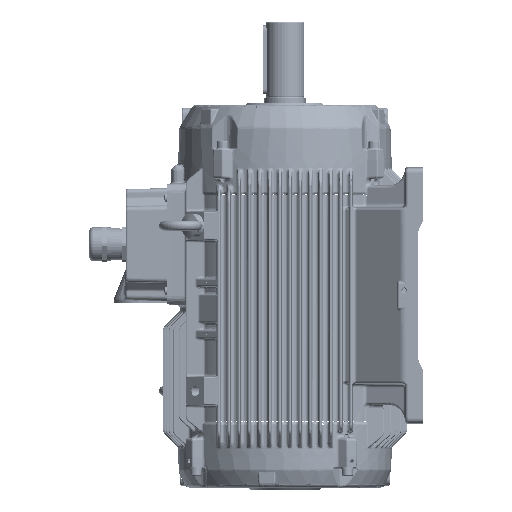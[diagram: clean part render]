
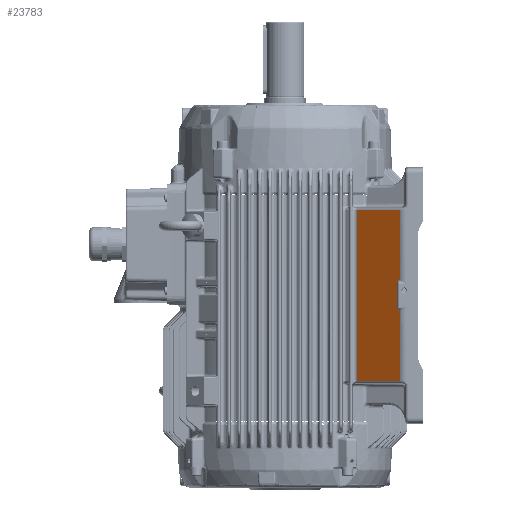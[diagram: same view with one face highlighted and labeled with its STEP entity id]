
A CAD part, left-side view. The second image highlights one B-rep face of the part: STEP entity #23783.
In plain terms, the highlighted planar face has unit normal (-0.79, 0.613, 0).
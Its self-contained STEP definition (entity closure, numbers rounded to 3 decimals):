
#15940=FACE_OUTER_BOUND('',#39598,.T.);
#20383=ELLIPSE('',#115164,7.818,6.);
#20384=ELLIPSE('',#115165,7.818,6.);
#23783=ADVANCED_FACE('',(#15940),#28093,.F.);
#28093=PLANE('',#115166);
#29937=LINE('',#178182,#33668);
#30103=LINE('',#185027,#33834);
#30105=LINE('',#185052,#33836);
#30146=LINE('',#185537,#33877);
#30147=LINE('',#185545,#33878);
#30791=LINE('',#206245,#34522);
#33668=VECTOR('',#128229,1.);
#33834=VECTOR('',#129347,1.);
#33836=VECTOR('',#129353,1.);
#33877=VECTOR('',#129490,1.);
#33878=VECTOR('',#129493,1.);
#34522=VECTOR('',#134043,1.);
#39598=EDGE_LOOP('',(#58146,#58147,#58148,#58149,#58150,#58151,#58152,#58153,
#58154,#58155));
#58146=ORIENTED_EDGE('',*,*,#95284,.T.);
#58147=ORIENTED_EDGE('',*,*,#95001,.T.);
#58148=ORIENTED_EDGE('',*,*,#92308,.T.);
#58149=ORIENTED_EDGE('',*,*,#92216,.T.);
#58150=ORIENTED_EDGE('',*,*,#91316,.T.);
#58151=ORIENTED_EDGE('',*,*,#92212,.T.);
#58152=ORIENTED_EDGE('',*,*,#92310,.T.);
#58153=ORIENTED_EDGE('',*,*,#92094,.T.);
#58154=ORIENTED_EDGE('',*,*,#95285,.T.);
#58155=ORIENTED_EDGE('',*,*,#95286,.T.);
#77112=VERTEX_POINT('',#156010);
#79722=VERTEX_POINT('',#178183);
#80202=VERTEX_POINT('',#184555);
#80205=VERTEX_POINT('',#184560);
#80288=VERTEX_POINT('',#185028);
#80290=VERTEX_POINT('',#185053);
#80341=VERTEX_POINT('',#185521);
#81476=VERTEX_POINT('',#203665);
#81539=VERTEX_POINT('',#206242);
#81540=VERTEX_POINT('',#206244);
#91316=EDGE_CURVE('',#79722,#77112,#29937,.T.);
#92094=EDGE_CURVE('',#80202,#80205,#105392,.T.);
#92212=EDGE_CURVE('',#77112,#80288,#30103,.T.);
#92216=EDGE_CURVE('',#80290,#79722,#30105,.T.);
#92308=EDGE_CURVE('',#80341,#80290,#30146,.T.);
#92310=EDGE_CURVE('',#80288,#80202,#30147,.T.);
#95001=EDGE_CURVE('',#81476,#80341,#106331,.T.);
#95284=EDGE_CURVE('',#81539,#81476,#20383,.T.);
#95285=EDGE_CURVE('',#80205,#81540,#20384,.T.);
#95286=EDGE_CURVE('',#81540,#81539,#30791,.T.);
#105392=CIRCLE('',#113106,5.433);
#106331=CIRCLE('',#114889,5.433);
#113106=AXIS2_PLACEMENT_3D('',#184561,#129180,#129181);
#114889=AXIS2_PLACEMENT_3D('',#203666,#133446,#133447);
#115164=AXIS2_PLACEMENT_3D('',#206241,#134039,#134040);
#115165=AXIS2_PLACEMENT_3D('',#206243,#134041,#134042);
#115166=AXIS2_PLACEMENT_3D('',#206246,#134044,#134045);
#128229=DIRECTION('',(0.,0.,-1.));
#129180=DIRECTION('',(0.79,-0.613,0.));
#129181=DIRECTION('',(0.613,0.79,0.));
#129347=DIRECTION('',(-0.613,-0.79,0.));
#129353=DIRECTION('',(0.613,0.79,0.));
#129490=DIRECTION('',(0.,0.,1.));
#129493=DIRECTION('',(0.,0.,1.));
#133446=DIRECTION('',(0.79,-0.613,0.));
#133447=DIRECTION('',(0.613,0.79,0.));
#134039=DIRECTION('',(0.79,-0.613,0.));
#134040=DIRECTION('',(0.612,0.789,0.054));
#134041=DIRECTION('',(0.79,-0.613,0.));
#134042=DIRECTION('',(0.612,0.789,-0.054));
#134043=DIRECTION('',(0.,0.,1.));
#134044=DIRECTION('',(0.79,-0.613,0.));
#134045=DIRECTION('',(0.613,0.79,0.));
#156010=CARTESIAN_POINT('',(-142.409,-104.564,-411.137));
#178182=CARTESIAN_POINT('',(-142.409,-104.564,-160.));
#178183=CARTESIAN_POINT('',(-142.409,-104.564,-163.863));
#184555=CARTESIAN_POINT('',(-190.847,-166.94,-310.025));
#184560=CARTESIAN_POINT('',(-188.925,-164.465,-309.259));
#184561=CARTESIAN_POINT('',(-190.642,-166.675,-304.603));
#185027=CARTESIAN_POINT('',(-190.847,-166.94,-411.137));
#185028=CARTESIAN_POINT('',(-190.847,-166.94,-411.137));
#185052=CARTESIAN_POINT('',(-127.216,-85.,-163.863));
#185053=CARTESIAN_POINT('',(-190.847,-166.94,-163.863));
#185521=CARTESIAN_POINT('',(-190.847,-166.94,-264.975));
#185537=CARTESIAN_POINT('',(-190.847,-166.94,-160.));
#185545=CARTESIAN_POINT('',(-190.847,-166.94,-160.));
#203665=CARTESIAN_POINT('',(-188.925,-164.465,-265.741));
#203666=CARTESIAN_POINT('',(-190.642,-166.675,-270.397));
#206241=CARTESIAN_POINT('',(-191.944,-168.353,-270.513));
#206242=CARTESIAN_POINT('',(-187.152,-162.182,-270.338));
#206243=CARTESIAN_POINT('',(-191.944,-168.353,-304.487));
#206244=CARTESIAN_POINT('',(-187.152,-162.182,-304.662));
#206245=CARTESIAN_POINT('',(-187.152,-162.182,-160.));
#206246=CARTESIAN_POINT('',(-127.216,-85.,-160.));
